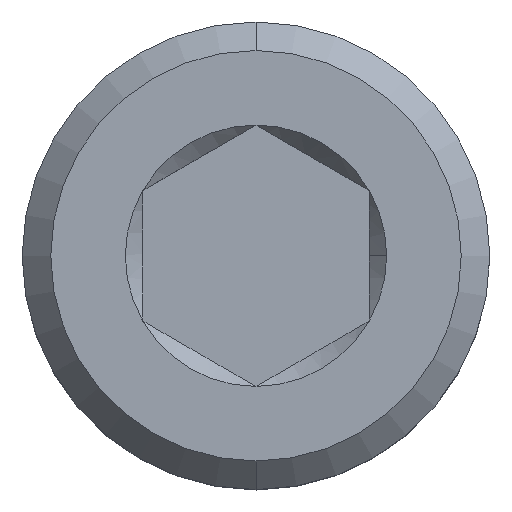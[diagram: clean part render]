
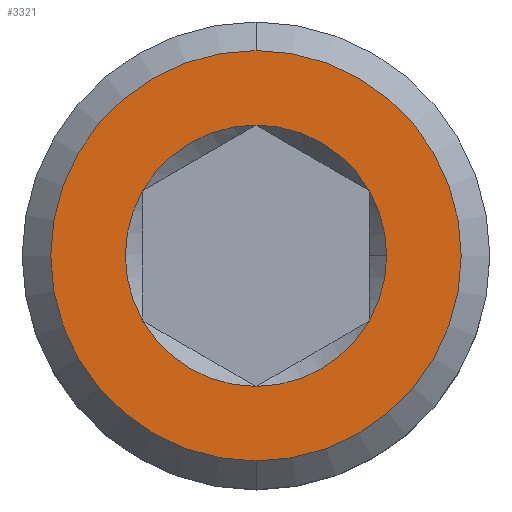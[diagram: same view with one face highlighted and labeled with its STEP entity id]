
A CAD part, top view. The second image highlights one B-rep face of the part: STEP entity #3321.
In plain terms, the highlighted planar face has unit normal (0, 0, 1).
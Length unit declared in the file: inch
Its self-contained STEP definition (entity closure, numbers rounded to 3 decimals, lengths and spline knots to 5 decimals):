
#5 = CIRCLE ( 'NONE', #8, 0.06315 ) ;
#8 = AXIS2_PLACEMENT_3D ( 'NONE', #2823, #159, #3126 ) ;
#139 = VERTEX_POINT ( 'NONE', #3201 ) ;
#159 = DIRECTION ( 'NONE',  ( 0., 0., 1. ) ) ;
#166 = VERTEX_POINT ( 'NONE', #2646 ) ;
#177 = CARTESIAN_POINT ( 'NONE',  ( 0., 0., 0.2565 ) ) ;
#189 = AXIS2_PLACEMENT_3D ( 'NONE', #2653, #3495, #3248 ) ;
#264 = EDGE_CURVE ( 'NONE', #139, #815, #502, .T. ) ;
#303 = DIRECTION ( 'NONE',  ( 0., 0., 1. ) ) ;
#328 = CARTESIAN_POINT ( 'NONE',  ( 0., 0.06315, 0.2565 ) ) ;
#415 = ORIENTED_EDGE ( 'NONE', *, *, #3202, .F. ) ;
#435 = DIRECTION ( 'NONE',  ( 0., 0., 1. ) ) ;
#453 = CIRCLE ( 'NONE', #1451, 0.06315 ) ;
#502 = CIRCLE ( 'NONE', #1249, 0.06315 ) ;
#561 = CIRCLE ( 'NONE', #2557, 0.06315 ) ;
#584 = DIRECTION ( 'NONE',  ( 1., 0., 0. ) ) ;
#708 = DIRECTION ( 'NONE',  ( 0., 1., 0. ) ) ;
#744 = EDGE_CURVE ( 'NONE', #1675, #166, #3221, .T. ) ;
#746 = DIRECTION ( 'NONE',  ( 0., 0., 1. ) ) ;
#798 = EDGE_LOOP ( 'NONE', ( #1696, #1804 ) ) ;
#815 = VERTEX_POINT ( 'NONE', #1323 ) ;
#902 = DIRECTION ( 'NONE',  ( 1., 0., 0. ) ) ;
#964 = EDGE_CURVE ( 'NONE', #166, #1675, #2368, .T. ) ;
#1020 = DIRECTION ( 'NONE',  ( 1., 0., 0. ) ) ;
#1050 = ORIENTED_EDGE ( 'NONE', *, *, #3176, .F. ) ;
#1061 = DIRECTION ( 'NONE',  ( 1., 0., 0. ) ) ;
#1127 = EDGE_CURVE ( 'NONE', #1935, #139, #561, .T. ) ;
#1195 = DIRECTION ( 'NONE',  ( 0., 0., 1. ) ) ;
#1228 = ORIENTED_EDGE ( 'NONE', *, *, #1127, .F. ) ;
#1249 = AXIS2_PLACEMENT_3D ( 'NONE', #1743, #1195, #902 ) ;
#1274 = EDGE_LOOP ( 'NONE', ( #1461, #1228, #3590, #3479, #415, #1050, #3444 ) ) ;
#1323 = CARTESIAN_POINT ( 'NONE',  ( 0.05469, -0.03157, 0.2565 ) ) ;
#1329 = CARTESIAN_POINT ( 'NONE',  ( -0.05469, 0.03157, 0.2565 ) ) ;
#1388 = AXIS2_PLACEMENT_3D ( 'NONE', #2893, #2605, #3258 ) ;
#1451 = AXIS2_PLACEMENT_3D ( 'NONE', #2961, #303, #1504 ) ;
#1461 = ORIENTED_EDGE ( 'NONE', *, *, #264, .F. ) ;
#1489 = EDGE_CURVE ( 'NONE', #2102, #1935, #3770, .T. ) ;
#1504 = DIRECTION ( 'NONE',  ( 1., 0., 0. ) ) ;
#1666 = CARTESIAN_POINT ( 'NONE',  ( 0., 0., 0.2565 ) ) ;
#1675 = VERTEX_POINT ( 'NONE', #3755 ) ;
#1696 = ORIENTED_EDGE ( 'NONE', *, *, #964, .F. ) ;
#1743 = CARTESIAN_POINT ( 'NONE',  ( 0., 0., 0.2565 ) ) ;
#1804 = ORIENTED_EDGE ( 'NONE', *, *, #744, .F. ) ;
#1935 = VERTEX_POINT ( 'NONE', #2128 ) ;
#2102 = VERTEX_POINT ( 'NONE', #1329 ) ;
#2128 = CARTESIAN_POINT ( 'NONE',  ( -0.05469, -0.03157, 0.2565 ) ) ;
#2203 = DIRECTION ( 'NONE',  ( 0., 0., -1. ) ) ;
#2256 = AXIS2_PLACEMENT_3D ( 'NONE', #3092, #2203, #708 ) ;
#2270 = DIRECTION ( 'NONE',  ( 0., 0., 1. ) ) ;
#2288 = CARTESIAN_POINT ( 'NONE',  ( 0., 0., 0.2565 ) ) ;
#2325 = PLANE ( 'NONE',  #1388 ) ;
#2368 = CIRCLE ( 'NONE', #2256, 0.0992 ) ;
#2486 = VERTEX_POINT ( 'NONE', #3029 ) ;
#2498 = CARTESIAN_POINT ( 'NONE',  ( 0.06315, 0., 0.2565 ) ) ;
#2557 = AXIS2_PLACEMENT_3D ( 'NONE', #2288, #2270, #1020 ) ;
#2605 = DIRECTION ( 'NONE',  ( 0., 0., 1. ) ) ;
#2646 = CARTESIAN_POINT ( 'NONE',  ( 0., 0.0992, 0.2565 ) ) ;
#2653 = CARTESIAN_POINT ( 'NONE',  ( 0., 0., 0.2565 ) ) ;
#2810 = EDGE_CURVE ( 'NONE', #3661, #2102, #3718, .T. ) ;
#2823 = CARTESIAN_POINT ( 'NONE',  ( 0., 0., 0.2565 ) ) ;
#2824 = DIRECTION ( 'NONE',  ( 1., 0., 0. ) ) ;
#2867 = AXIS2_PLACEMENT_3D ( 'NONE', #1666, #3735, #584 ) ;
#2893 = CARTESIAN_POINT ( 'NONE',  ( 0., 0., 0.2565 ) ) ;
#2920 = VERTEX_POINT ( 'NONE', #2498 ) ;
#2961 = CARTESIAN_POINT ( 'NONE',  ( 0., 0., 0.2565 ) ) ;
#2966 = FACE_OUTER_BOUND ( 'NONE', #798, .T. ) ;
#3029 = CARTESIAN_POINT ( 'NONE',  ( 0.05469, 0.03157, 0.2565 ) ) ;
#3087 = CARTESIAN_POINT ( 'NONE',  ( 0., 0., 0.2565 ) ) ;
#3092 = CARTESIAN_POINT ( 'NONE',  ( 0., 0., 0.2565 ) ) ;
#3099 = AXIS2_PLACEMENT_3D ( 'NONE', #177, #746, #2824 ) ;
#3126 = DIRECTION ( 'NONE',  ( 1., 0., 0. ) ) ;
#3176 = EDGE_CURVE ( 'NONE', #2920, #2486, #3290, .T. ) ;
#3201 = CARTESIAN_POINT ( 'NONE',  ( 0., -0.06315, 0.2565 ) ) ;
#3202 = EDGE_CURVE ( 'NONE', #2486, #3661, #5, .T. ) ;
#3221 = CIRCLE ( 'NONE', #189, 0.0992 ) ;
#3248 = DIRECTION ( 'NONE',  ( 0., 1., 0. ) ) ;
#3258 = DIRECTION ( 'NONE',  ( 0., -1., 0. ) ) ;
#3290 = CIRCLE ( 'NONE', #3416, 0.06315 ) ;
#3321 = ADVANCED_FACE ( 'NONE', ( #3810, #2966 ), #2325, .T. ) ;
#3416 = AXIS2_PLACEMENT_3D ( 'NONE', #3087, #435, #1061 ) ;
#3444 = ORIENTED_EDGE ( 'NONE', *, *, #3740, .F. ) ;
#3479 = ORIENTED_EDGE ( 'NONE', *, *, #2810, .F. ) ;
#3495 = DIRECTION ( 'NONE',  ( 0., 0., -1. ) ) ;
#3590 = ORIENTED_EDGE ( 'NONE', *, *, #1489, .F. ) ;
#3661 = VERTEX_POINT ( 'NONE', #328 ) ;
#3718 = CIRCLE ( 'NONE', #2867, 0.06315 ) ;
#3735 = DIRECTION ( 'NONE',  ( 0., 0., 1. ) ) ;
#3740 = EDGE_CURVE ( 'NONE', #815, #2920, #453, .T. ) ;
#3755 = CARTESIAN_POINT ( 'NONE',  ( 0., -0.0992, 0.2565 ) ) ;
#3770 = CIRCLE ( 'NONE', #3099, 0.06315 ) ;
#3810 = FACE_BOUND ( 'NONE', #1274, .T. ) ;
